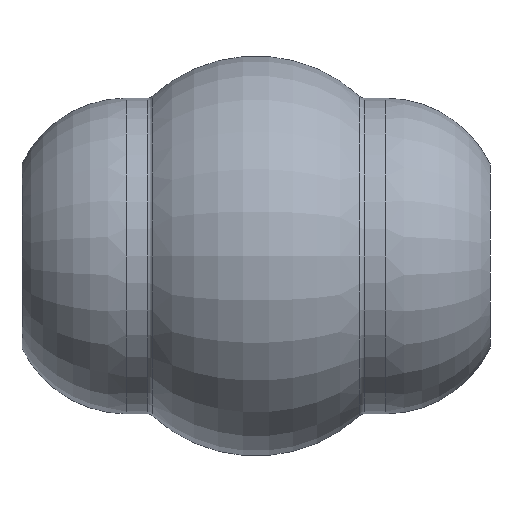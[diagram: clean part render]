
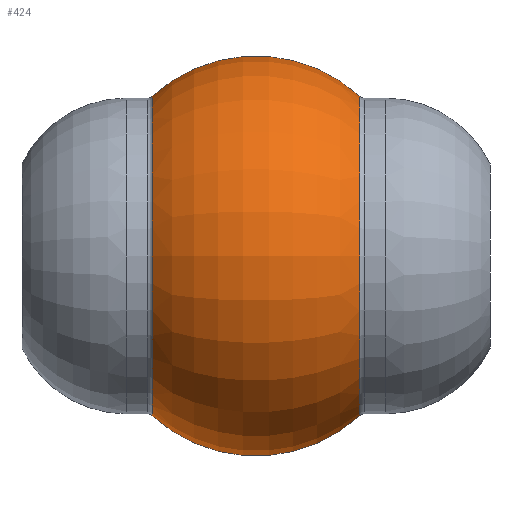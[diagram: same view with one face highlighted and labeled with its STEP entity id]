
A CAD part, left-side view. The second image highlights one B-rep face of the part: STEP entity #424.
In plain terms, the highlighted toroidal (fillet/blend) face has major radius 6.594 mm and minor radius 21.906 mm.
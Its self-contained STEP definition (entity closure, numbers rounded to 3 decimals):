
#5 = AXIS2_PLACEMENT_3D ( 'NONE', #215, #212, #209 ) ;
#11 = TOROIDAL_SURFACE ( 'NONE', #97, 6.594, 21.906 ) ;
#34 = CARTESIAN_POINT ( 'NONE',  ( 0., 0., 0. ) ) ;
#41 = CIRCLE ( 'NONE', #5, 22.762 ) ;
#43 = ORIENTED_EDGE ( 'NONE', *, *, #422, .T. ) ;
#60 = CARTESIAN_POINT ( 'NONE',  ( 0., -14.781, 22.762 ) ) ;
#80 = DIRECTION ( 'NONE',  ( 0., 0., -1. ) ) ;
#84 = DIRECTION ( 'NONE',  ( 1., 0., 0. ) ) ;
#87 = CARTESIAN_POINT ( 'NONE',  ( 0., 0., 6.594 ) ) ;
#97 = AXIS2_PLACEMENT_3D ( 'NONE', #34, #263, #204 ) ;
#98 = CIRCLE ( 'NONE', #200, 22.762 ) ;
#109 = CARTESIAN_POINT ( 'NONE',  ( 0., 14.781, 22.762 ) ) ;
#147 = EDGE_CURVE ( 'NONE', #439, #306, #166, .T. ) ;
#166 = CIRCLE ( 'NONE', #423, 21.906 ) ;
#179 = CARTESIAN_POINT ( 'NONE',  ( 0., 14.781, -22.762 ) ) ;
#187 = AXIS2_PLACEMENT_3D ( 'NONE', #87, #84, #80 ) ;
#192 = DIRECTION ( 'NONE',  ( -1., 0., 0. ) ) ;
#193 = CARTESIAN_POINT ( 'NONE',  ( 0., 0., -6.594 ) ) ;
#200 = AXIS2_PLACEMENT_3D ( 'NONE', #529, #526, #525 ) ;
#204 = DIRECTION ( 'NONE',  ( 0., 0., -1. ) ) ;
#209 = DIRECTION ( 'NONE',  ( 0., 0., 1. ) ) ;
#211 = DIRECTION ( 'NONE',  ( 0., 0., 1. ) ) ;
#212 = DIRECTION ( 'NONE',  ( 0., 1., 0. ) ) ;
#215 = CARTESIAN_POINT ( 'NONE',  ( 0., -14.781, 0. ) ) ;
#234 = EDGE_LOOP ( 'NONE', ( #472, #485, #444, #43 ) ) ;
#263 = DIRECTION ( 'NONE',  ( 0., -1., 0. ) ) ;
#290 = EDGE_CURVE ( 'NONE', #456, #439, #98, .T. ) ;
#306 = VERTEX_POINT ( 'NONE', #516 ) ;
#417 = CIRCLE ( 'NONE', #187, 21.906 ) ;
#422 = EDGE_CURVE ( 'NONE', #306, #520, #41, .T. ) ;
#423 = AXIS2_PLACEMENT_3D ( 'NONE', #193, #192, #211 ) ;
#424 = ADVANCED_FACE ( 'NONE', ( #549 ), #11, .T. ) ;
#439 = VERTEX_POINT ( 'NONE', #179 ) ;
#444 = ORIENTED_EDGE ( 'NONE', *, *, #147, .T. ) ;
#456 = VERTEX_POINT ( 'NONE', #109 ) ;
#460 = EDGE_CURVE ( 'NONE', #456, #520, #417, .T. ) ;
#472 = ORIENTED_EDGE ( 'NONE', *, *, #460, .F. ) ;
#485 = ORIENTED_EDGE ( 'NONE', *, *, #290, .T. ) ;
#516 = CARTESIAN_POINT ( 'NONE',  ( 0., -14.781, -22.762 ) ) ;
#520 = VERTEX_POINT ( 'NONE', #60 ) ;
#525 = DIRECTION ( 'NONE',  ( 0., 0., -1. ) ) ;
#526 = DIRECTION ( 'NONE',  ( 0., -1., 0. ) ) ;
#529 = CARTESIAN_POINT ( 'NONE',  ( 0., 14.781, 0. ) ) ;
#549 = FACE_OUTER_BOUND ( 'NONE', #234, .T. ) ;
